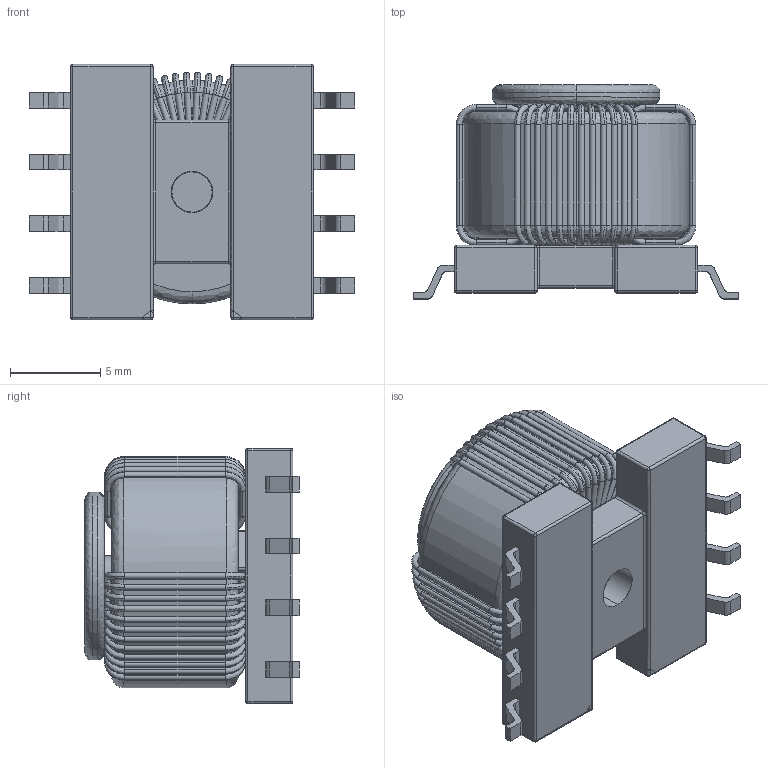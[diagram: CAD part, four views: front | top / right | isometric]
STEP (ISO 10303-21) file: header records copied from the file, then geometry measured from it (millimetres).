
FILE_DESCRIPTION(('FreeCAD Model'),'2;1');
FILE_NAME('Open CASCADE Shape Model','2025-04-29T09:58:09',('FreeCAD'),( 'FreeCAD'),'Open CASCADE STEP processor 7.6','FreeCAD','Unknown');
FILE_SCHEMA(('AUTOMOTIVE_DESIGN { 1 0 10303 214 1 1 1 1 }'));
Products named in the file (1): Open CASCADE STEP translator 7.6 1
Bounding box: 18.02 x 11.83 x 14.12 mm (x, y, z)
Surface area: 3026.5 mm2 (no closed solid volume)
Topology: 0 solids, 42 shells, 989 faces, 2746 edges, 1728 vertices
Faces by surface type: bspline 989
Entity records: 33186 total; most frequent: CARTESIAN_POINT 19325, ORIENTED_EDGE 5396, EDGE_CURVE 2698, VERTEX_POINT 1728, FACE_BOUND 1006, EDGE_LOOP 1006, ADVANCED_FACE 989, B_SPLINE_CURVE_WITH_KNOTS 808
